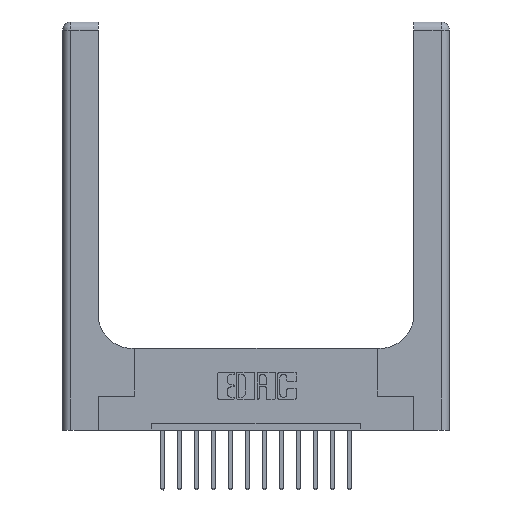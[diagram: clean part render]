
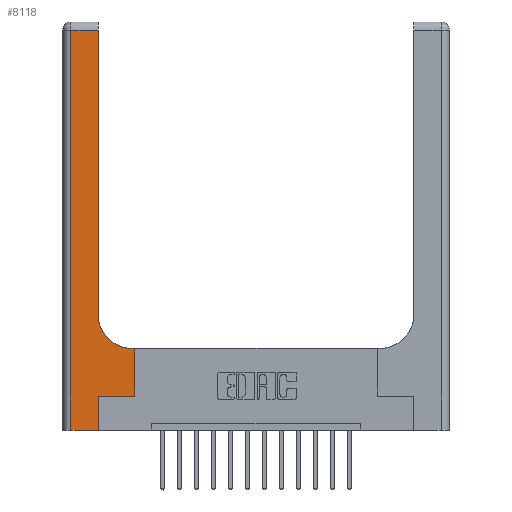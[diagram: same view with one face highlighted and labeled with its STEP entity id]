
A CAD part, top view. The second image highlights one B-rep face of the part: STEP entity #8118.
In plain terms, the highlighted planar face has unit normal (0, 0, 1).
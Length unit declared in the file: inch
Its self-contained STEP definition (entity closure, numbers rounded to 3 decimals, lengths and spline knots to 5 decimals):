
#144 = ORIENTED_EDGE ( 'NONE', *, *, #7043, .T. ) ;
#325 = DIRECTION ( 'NONE',  ( -1., 0., 0. ) ) ;
#426 = VERTEX_POINT ( 'NONE', #4053 ) ;
#547 = CARTESIAN_POINT ( 'NONE',  ( 0.51, 0.6, 0.37 ) ) ;
#674 = LINE ( 'NONE', #10963, #2716 ) ;
#958 = VERTEX_POINT ( 'NONE', #5085 ) ;
#1015 = DIRECTION ( 'NONE',  ( 0., 0., -1. ) ) ;
#1537 = ORIENTED_EDGE ( 'NONE', *, *, #11248, .T. ) ;
#1602 = LINE ( 'NONE', #11356, #7222 ) ;
#1605 = LINE ( 'NONE', #16222, #16271 ) ;
#1649 = DIRECTION ( 'NONE',  ( 0., 1., 0. ) ) ;
#1686 = LINE ( 'NONE', #5654, #4095 ) ;
#1706 = VECTOR ( 'NONE', #9125, 39.37008 ) ;
#1791 = EDGE_CURVE ( 'NONE', #958, #5769, #1686, .T. ) ;
#1865 = LINE ( 'NONE', #15639, #4703 ) ;
#2532 = ORIENTED_EDGE ( 'NONE', *, *, #8254, .T. ) ;
#2680 = VERTEX_POINT ( 'NONE', #547 ) ;
#2716 = VECTOR ( 'NONE', #9755, 39.37008 ) ;
#3581 = VECTOR ( 'NONE', #8799, 39.37008 ) ;
#3938 = CARTESIAN_POINT ( 'NONE',  ( 0.26, 0.6, 0.37 ) ) ;
#4053 = CARTESIAN_POINT ( 'NONE',  ( 0.06, 0., 0.37 ) ) ;
#4095 = VECTOR ( 'NONE', #325, 39.37008 ) ;
#4472 = AXIS2_PLACEMENT_3D ( 'NONE', #15242, #1015, #16443 ) ;
#4490 = EDGE_LOOP ( 'NONE', ( #1537, #11503, #4606, #14029, #4517, #14234, #144, #5680, #2532 ) ) ;
#4517 = ORIENTED_EDGE ( 'NONE', *, *, #12189, .T. ) ;
#4584 = VECTOR ( 'NONE', #11785, 39.37008 ) ;
#4606 = ORIENTED_EDGE ( 'NONE', *, *, #8127, .T. ) ;
#4703 = VECTOR ( 'NONE', #1649, 39.37008 ) ;
#5085 = CARTESIAN_POINT ( 'NONE',  ( 0.26, 2.94, 0.37 ) ) ;
#5485 = DIRECTION ( 'NONE',  ( 1., 0., 0. ) ) ;
#5654 = CARTESIAN_POINT ( 'NONE',  ( 0., 2.94, 0.37 ) ) ;
#5680 = ORIENTED_EDGE ( 'NONE', *, *, #8428, .T. ) ;
#5769 = VERTEX_POINT ( 'NONE', #7440 ) ;
#5988 = LINE ( 'NONE', #16498, #3581 ) ;
#7043 = EDGE_CURVE ( 'NONE', #7875, #12627, #1605, .T. ) ;
#7222 = VECTOR ( 'NONE', #15422, 39.37008 ) ;
#7440 = CARTESIAN_POINT ( 'NONE',  ( 0.06, 2.94, 0.37 ) ) ;
#7730 = LINE ( 'NONE', #9298, #1706 ) ;
#7875 = VERTEX_POINT ( 'NONE', #12120 ) ;
#7970 = CARTESIAN_POINT ( 'NONE',  ( 0.265, 0., 0.37 ) ) ;
#8118 = ADVANCED_FACE ( 'NONE', ( #12794 ), #15188, .F. ) ;
#8127 = EDGE_CURVE ( 'NONE', #5769, #426, #5988, .T. ) ;
#8176 = DIRECTION ( 'NONE',  ( 0., 0., -1. ) ) ;
#8254 = EDGE_CURVE ( 'NONE', #2680, #15780, #15851, .T. ) ;
#8409 = LINE ( 'NONE', #3938, #4584 ) ;
#8428 = EDGE_CURVE ( 'NONE', #12627, #2680, #8409, .T. ) ;
#8799 = DIRECTION ( 'NONE',  ( 0., -1., 0. ) ) ;
#9125 = DIRECTION ( 'NONE',  ( 1., 0., 0. ) ) ;
#9298 = CARTESIAN_POINT ( 'NONE',  ( 0.265, 0.25, 0.37 ) ) ;
#9596 = CARTESIAN_POINT ( 'NONE',  ( 0.26, 0.85, 0.37 ) ) ;
#9713 = EDGE_CURVE ( 'NONE', #426, #13130, #674, .T. ) ;
#9755 = DIRECTION ( 'NONE',  ( 1., 0., 0. ) ) ;
#10738 = CARTESIAN_POINT ( 'NONE',  ( 0.528, 0.6, 0.37 ) ) ;
#10847 = DIRECTION ( 'NONE',  ( 0., 1., 0. ) ) ;
#10963 = CARTESIAN_POINT ( 'NONE',  ( 0., 0., 0.37 ) ) ;
#11248 = EDGE_CURVE ( 'NONE', #15780, #958, #1865, .T. ) ;
#11356 = CARTESIAN_POINT ( 'NONE',  ( 0.265, 0., 0.37 ) ) ;
#11503 = ORIENTED_EDGE ( 'NONE', *, *, #1791, .T. ) ;
#11785 = DIRECTION ( 'NONE',  ( -1., 0., 0. ) ) ;
#12120 = CARTESIAN_POINT ( 'NONE',  ( 0.528, 0.25, 0.37 ) ) ;
#12189 = EDGE_CURVE ( 'NONE', #13130, #16225, #1602, .T. ) ;
#12627 = VERTEX_POINT ( 'NONE', #10738 ) ;
#12794 = FACE_OUTER_BOUND ( 'NONE', #4490, .T. ) ;
#13130 = VERTEX_POINT ( 'NONE', #7970 ) ;
#14029 = ORIENTED_EDGE ( 'NONE', *, *, #9713, .T. ) ;
#14234 = ORIENTED_EDGE ( 'NONE', *, *, #16146, .T. ) ;
#14609 = CARTESIAN_POINT ( 'NONE',  ( 0.265, 0.25, 0.37 ) ) ;
#14804 = AXIS2_PLACEMENT_3D ( 'NONE', #15527, #8176, #5485 ) ;
#15188 = PLANE ( 'NONE',  #4472 ) ;
#15242 = CARTESIAN_POINT ( 'NONE',  ( 0., 3., 0.37 ) ) ;
#15422 = DIRECTION ( 'NONE',  ( 0., 1., 0. ) ) ;
#15527 = CARTESIAN_POINT ( 'NONE',  ( 0.51, 0.85, 0.37 ) ) ;
#15639 = CARTESIAN_POINT ( 'NONE',  ( 0.26, 3., 0.37 ) ) ;
#15780 = VERTEX_POINT ( 'NONE', #9596 ) ;
#15851 = CIRCLE ( 'NONE', #14804, 0.25 ) ;
#16146 = EDGE_CURVE ( 'NONE', #16225, #7875, #7730, .T. ) ;
#16222 = CARTESIAN_POINT ( 'NONE',  ( 0.528, 0.25, 0.37 ) ) ;
#16225 = VERTEX_POINT ( 'NONE', #14609 ) ;
#16271 = VECTOR ( 'NONE', #10847, 39.37008 ) ;
#16443 = DIRECTION ( 'NONE',  ( -1., 0., 0. ) ) ;
#16498 = CARTESIAN_POINT ( 'NONE',  ( 0.06, 3., 0.37 ) ) ;
